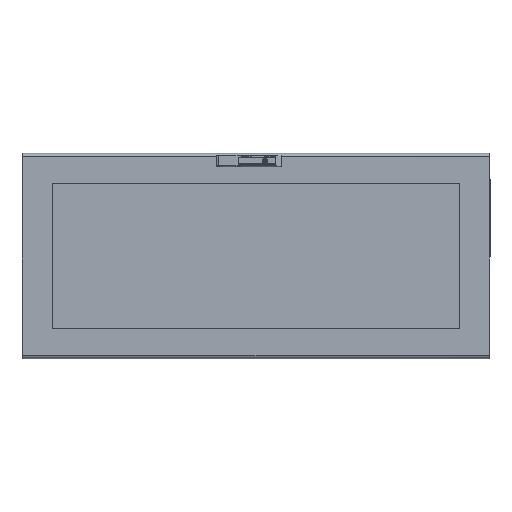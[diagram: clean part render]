
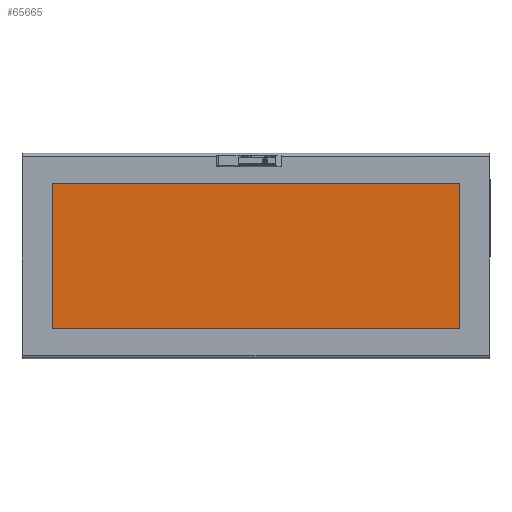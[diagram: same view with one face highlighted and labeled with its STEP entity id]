
A CAD part, top view. The second image highlights one B-rep face of the part: STEP entity #65665.
In plain terms, the highlighted planar face has unit normal (0, 0, 1).
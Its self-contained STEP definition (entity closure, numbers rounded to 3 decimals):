
#6206 = FACE_OUTER_BOUND ( 'NONE', #66398, .T. ) ;
#6672 = DIRECTION ( 'NONE',  ( 1., 0., 0. ) ) ;
#6674 = DIRECTION ( 'NONE',  ( 0., 0., 1. ) ) ;
#6681 = PLANE ( 'NONE',  #71391 ) ;
#6682 = CARTESIAN_POINT ( 'NONE',  ( -610., -230., 4. ) ) ;
#8141 = CARTESIAN_POINT ( 'NONE',  ( 610., -230., 4. ) ) ;
#9006 = CARTESIAN_POINT ( 'NONE',  ( 610., 230., 4. ) ) ;
#10380 = CARTESIAN_POINT ( 'NONE',  ( -610., 230., 4. ) ) ;
#10462 = CARTESIAN_POINT ( 'NONE',  ( -610., -230., 4. ) ) ;
#11454 = VECTOR ( 'NONE', #13626, 1000. ) ;
#11455 = LINE ( 'NONE', #13627, #11454 ) ;
#11456 = VECTOR ( 'NONE', #13631, 1000. ) ;
#11457 = LINE ( 'NONE', #13633, #11456 ) ;
#11462 = VECTOR ( 'NONE', #13650, 1000. ) ;
#11463 = VECTOR ( 'NONE', #13656, 1000. ) ;
#11465 = LINE ( 'NONE', #13658, #11463 ) ;
#11470 = LINE ( 'NONE', #13660, #11462 ) ;
#13626 = DIRECTION ( 'NONE',  ( 0., 1., 0. ) ) ;
#13627 = CARTESIAN_POINT ( 'NONE',  ( 610., 230., 4. ) ) ;
#13631 = DIRECTION ( 'NONE',  ( 1., 0., 0. ) ) ;
#13633 = CARTESIAN_POINT ( 'NONE',  ( -610., -230., 4. ) ) ;
#13650 = DIRECTION ( 'NONE',  ( 0., -1., 0. ) ) ;
#13656 = DIRECTION ( 'NONE',  ( -1., 0., 0. ) ) ;
#13658 = CARTESIAN_POINT ( 'NONE',  ( -610., 230., 4. ) ) ;
#13660 = CARTESIAN_POINT ( 'NONE',  ( -610., 230., 4. ) ) ;
#50655 = EDGE_CURVE ( 'NONE', #60813, #61338, #11465, .T. ) ;
#50657 = EDGE_CURVE ( 'NONE', #61338, #61271, #11470, .T. ) ;
#50663 = EDGE_CURVE ( 'NONE', #61271, #61024, #11457, .T. ) ;
#50665 = EDGE_CURVE ( 'NONE', #61024, #60813, #11455, .T. ) ;
#59156 = ORIENTED_EDGE ( 'NONE', *, *, #50657, .T. ) ;
#59157 = ORIENTED_EDGE ( 'NONE', *, *, #50663, .T. ) ;
#59158 = ORIENTED_EDGE ( 'NONE', *, *, #50665, .T. ) ;
#59159 = ORIENTED_EDGE ( 'NONE', *, *, #50655, .T. ) ;
#60813 = VERTEX_POINT ( 'NONE', #9006 ) ;
#61024 = VERTEX_POINT ( 'NONE', #8141 ) ;
#61271 = VERTEX_POINT ( 'NONE', #10462 ) ;
#61338 = VERTEX_POINT ( 'NONE', #10380 ) ;
#65665 = ADVANCED_FACE ( 'NONE', ( #6206 ), #6681, .T. ) ;
#66398 = EDGE_LOOP ( 'NONE', ( #59156, #59157, #59158, #59159 ) ) ;
#71391 = AXIS2_PLACEMENT_3D ( 'NONE', #6682, #6674, #6672 ) ;
